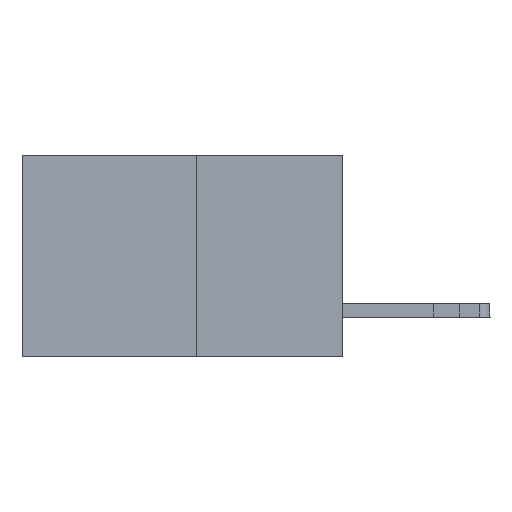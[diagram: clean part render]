
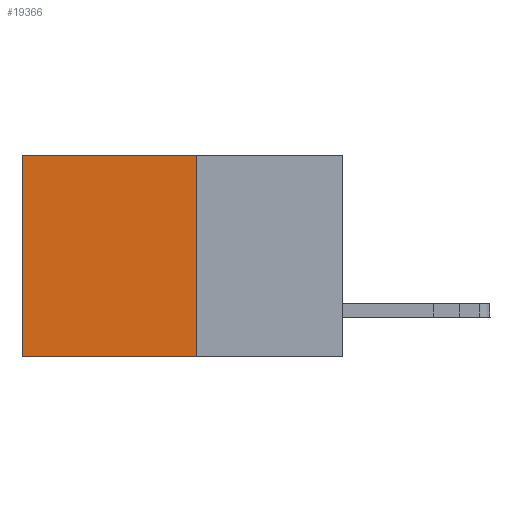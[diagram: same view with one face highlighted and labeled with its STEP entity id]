
A CAD part, left-side view. The second image highlights one B-rep face of the part: STEP entity #19366.
In plain terms, the highlighted planar face has unit normal (-1, 0, 0).
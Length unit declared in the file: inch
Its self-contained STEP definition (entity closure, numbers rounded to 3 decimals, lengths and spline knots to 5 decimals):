
#402 = VECTOR ( 'NONE', #18930, 39.37008 ) ;
#1895 = VERTEX_POINT ( 'NONE', #19916 ) ;
#2441 = CARTESIAN_POINT ( 'NONE',  ( 0.277, 0.27, 0. ) ) ;
#3598 = VECTOR ( 'NONE', #15504, 39.37008 ) ;
#3679 = CARTESIAN_POINT ( 'NONE',  ( 0.277, 0.59, -0.37 ) ) ;
#4448 = EDGE_CURVE ( 'NONE', #9927, #14221, #17008, .T. ) ;
#5480 = ORIENTED_EDGE ( 'NONE', *, *, #11954, .F. ) ;
#5525 = ORIENTED_EDGE ( 'NONE', *, *, #4448, .T. ) ;
#6026 = PLANE ( 'NONE',  #12276 ) ;
#6194 = EDGE_CURVE ( 'NONE', #14221, #8529, #8870, .T. ) ;
#6667 = LINE ( 'NONE', #9781, #19595 ) ;
#8019 = FACE_OUTER_BOUND ( 'NONE', #14680, .T. ) ;
#8490 = EDGE_CURVE ( 'NONE', #9927, #1895, #21015, .T. ) ;
#8529 = VERTEX_POINT ( 'NONE', #3679 ) ;
#8870 = LINE ( 'NONE', #15733, #3598 ) ;
#9781 = CARTESIAN_POINT ( 'NONE',  ( 0.277, 0.27, -0.37 ) ) ;
#9927 = VERTEX_POINT ( 'NONE', #2441 ) ;
#11954 = EDGE_CURVE ( 'NONE', #1895, #8529, #6667, .T. ) ;
#12276 = AXIS2_PLACEMENT_3D ( 'NONE', #21613, #16428, #19962 ) ;
#14221 = VERTEX_POINT ( 'NONE', #15234 ) ;
#14680 = EDGE_LOOP ( 'NONE', ( #16722, #5480, #17364, #5525 ) ) ;
#15234 = CARTESIAN_POINT ( 'NONE',  ( 0.277, 0.59, 0. ) ) ;
#15491 = CARTESIAN_POINT ( 'NONE',  ( 0.277, 0.27, -0.37 ) ) ;
#15504 = DIRECTION ( 'NONE',  ( 0., 0., -1. ) ) ;
#15557 = CARTESIAN_POINT ( 'NONE',  ( 0.277, 0.27, 0. ) ) ;
#15733 = CARTESIAN_POINT ( 'NONE',  ( 0.277, 0.59, -0.37 ) ) ;
#16428 = DIRECTION ( 'NONE',  ( 1., 0., 0. ) ) ;
#16722 = ORIENTED_EDGE ( 'NONE', *, *, #6194, .T. ) ;
#17008 = LINE ( 'NONE', #15557, #18747 ) ;
#17364 = ORIENTED_EDGE ( 'NONE', *, *, #8490, .F. ) ;
#18747 = VECTOR ( 'NONE', #20325, 39.37008 ) ;
#18930 = DIRECTION ( 'NONE',  ( 0., 0., -1. ) ) ;
#19366 = ADVANCED_FACE ( 'NONE', ( #8019 ), #6026, .F. ) ;
#19595 = VECTOR ( 'NONE', #19951, 39.37008 ) ;
#19916 = CARTESIAN_POINT ( 'NONE',  ( 0.277, 0.27, -0.37 ) ) ;
#19951 = DIRECTION ( 'NONE',  ( 0., 1., 0. ) ) ;
#19962 = DIRECTION ( 'NONE',  ( 0., 0., -1. ) ) ;
#20325 = DIRECTION ( 'NONE',  ( 0., 1., 0. ) ) ;
#21015 = LINE ( 'NONE', #15491, #402 ) ;
#21613 = CARTESIAN_POINT ( 'NONE',  ( 0.277, 0.27, -0.37 ) ) ;
